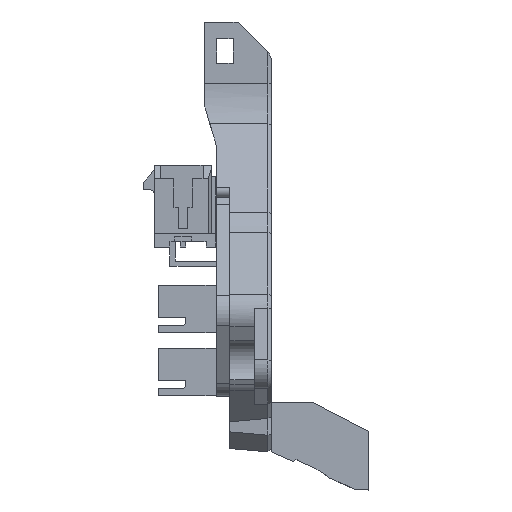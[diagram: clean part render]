
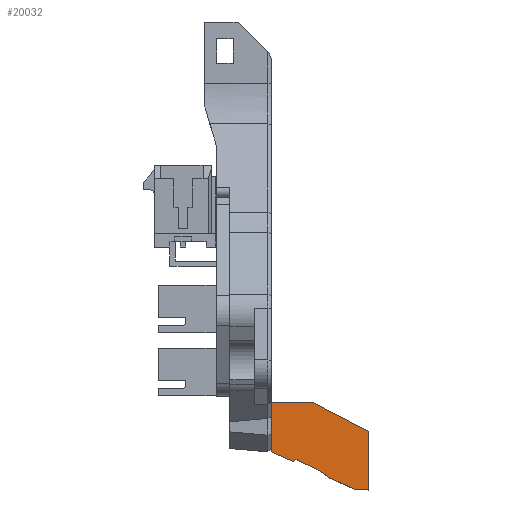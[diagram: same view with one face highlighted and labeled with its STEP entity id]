
A CAD part, left-side view. The second image highlights one B-rep face of the part: STEP entity #20032.
In plain terms, the highlighted face is planar.
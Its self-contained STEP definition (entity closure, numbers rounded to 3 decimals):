
#25=B_SPLINE_CURVE_WITH_KNOTS('',3,(#32282,#32283,#32284,#32285,#32286,
#32287,#32288,#32289,#32290,#32291,#32292,#32293,#32294,#32295,#32296,#32297,
#32298,#32299,#32300,#32301,#32302,#32303,#32304,#32305,#32306,#32307,#32308,
#32309,#32310,#32311,#32312,#32313,#32314,#32315,#32316,#32317,#32318,#32319,
#32320,#32321),.UNSPECIFIED.,.F.,.F.,(4,3,3,3,3,3,3,3,3,3,3,3,3,4),(0.355,
0.416,0.434,0.486,0.526,
0.57,0.615,0.638,0.678,
0.719,0.756,0.793,0.83,
0.843),.UNSPECIFIED.);
#1674=FACE_OUTER_BOUND('',#2870,.T.);
#2870=EDGE_LOOP('',(#17735,#17736,#17737,#17738,#17739,#17740,#17741,#17742,
#17743));
#5340=LINE('',#32459,#7820);
#5344=LINE('',#32472,#7824);
#5345=LINE('',#32474,#7825);
#5346=LINE('',#32476,#7826);
#5347=LINE('',#32478,#7827);
#5348=LINE('',#32480,#7828);
#5349=LINE('',#32482,#7829);
#5350=LINE('',#32483,#7830);
#7820=VECTOR('',#26482,10.);
#7824=VECTOR('',#26496,10.);
#7825=VECTOR('',#26497,10.);
#7826=VECTOR('',#26498,10.);
#7827=VECTOR('',#26499,10.);
#7828=VECTOR('',#26500,10.);
#7829=VECTOR('',#26501,10.);
#7830=VECTOR('',#26502,10.);
#9562=VERTEX_POINT('',#32275);
#9563=VERTEX_POINT('',#32281);
#9572=VERTEX_POINT('',#32458);
#9576=VERTEX_POINT('',#32471);
#9577=VERTEX_POINT('',#32473);
#9578=VERTEX_POINT('',#32475);
#9579=VERTEX_POINT('',#32477);
#9580=VERTEX_POINT('',#32479);
#9581=VERTEX_POINT('',#32481);
#12285=EDGE_CURVE('',#9563,#9562,#25,.T.);
#12295=EDGE_CURVE('',#9572,#9563,#5340,.T.);
#12302=EDGE_CURVE('',#9576,#9562,#5344,.T.);
#12303=EDGE_CURVE('',#9577,#9576,#5345,.T.);
#12304=EDGE_CURVE('',#9578,#9577,#5346,.T.);
#12305=EDGE_CURVE('',#9579,#9578,#5347,.T.);
#12306=EDGE_CURVE('',#9580,#9579,#5348,.T.);
#12307=EDGE_CURVE('',#9581,#9580,#5349,.T.);
#12308=EDGE_CURVE('',#9572,#9581,#5350,.T.);
#17735=ORIENTED_EDGE('',*,*,#12285,.T.);
#17736=ORIENTED_EDGE('',*,*,#12302,.F.);
#17737=ORIENTED_EDGE('',*,*,#12303,.F.);
#17738=ORIENTED_EDGE('',*,*,#12304,.F.);
#17739=ORIENTED_EDGE('',*,*,#12305,.F.);
#17740=ORIENTED_EDGE('',*,*,#12306,.F.);
#17741=ORIENTED_EDGE('',*,*,#12307,.F.);
#17742=ORIENTED_EDGE('',*,*,#12308,.F.);
#17743=ORIENTED_EDGE('',*,*,#12295,.T.);
#18737=PLANE('',#21412);
#20032=ADVANCED_FACE('',(#1674),#18737,.F.);
#21412=AXIS2_PLACEMENT_3D('',#32470,#26494,#26495);
#26482=DIRECTION('',(-0.839,0.,0.544));
#26494=DIRECTION('center_axis',(0.,-1.,0.));
#26495=DIRECTION('ref_axis',(1.,0.,0.));
#26496=DIRECTION('',(0.913,0.,0.408));
#26497=DIRECTION('',(1.,0.,0.));
#26498=DIRECTION('',(0.,0.,-1.));
#26499=DIRECTION('',(-0.888,0.,-0.46));
#26500=DIRECTION('',(-1.,0.,0.));
#26501=DIRECTION('',(0.,0.,1.));
#26502=DIRECTION('',(0.913,0.,0.408));
#32275=CARTESIAN_POINT('',(44.766,17.,64.916));
#32281=CARTESIAN_POINT('',(48.85,17.,67.1));
#32282=CARTESIAN_POINT('Ctrl Pts',(48.85,17.,67.1));
#32283=CARTESIAN_POINT('Ctrl Pts',(48.667,17.,67.031));
#32284=CARTESIAN_POINT('Ctrl Pts',(48.484,17.,66.961));
#32285=CARTESIAN_POINT('Ctrl Pts',(48.303,17.,66.889));
#32286=CARTESIAN_POINT('Ctrl Pts',(48.25,17.,66.868));
#32287=CARTESIAN_POINT('Ctrl Pts',(48.198,17.,66.847));
#32288=CARTESIAN_POINT('Ctrl Pts',(48.145,17.,66.826));
#32289=CARTESIAN_POINT('Ctrl Pts',(47.991,17.,66.763));
#32290=CARTESIAN_POINT('Ctrl Pts',(47.836,17.,66.699));
#32291=CARTESIAN_POINT('Ctrl Pts',(47.683,16.999,66.633));
#32292=CARTESIAN_POINT('Ctrl Pts',(47.567,16.999,66.583));
#32293=CARTESIAN_POINT('Ctrl Pts',(47.451,16.999,66.531));
#32294=CARTESIAN_POINT('Ctrl Pts',(47.335,16.999,66.479));
#32295=CARTESIAN_POINT('Ctrl Pts',(47.211,16.999,66.422));
#32296=CARTESIAN_POINT('Ctrl Pts',(47.086,16.999,66.364));
#32297=CARTESIAN_POINT('Ctrl Pts',(46.963,16.999,66.304));
#32298=CARTESIAN_POINT('Ctrl Pts',(46.835,16.999,66.242));
#32299=CARTESIAN_POINT('Ctrl Pts',(46.706,16.999,66.178));
#32300=CARTESIAN_POINT('Ctrl Pts',(46.579,16.999,66.112));
#32301=CARTESIAN_POINT('Ctrl Pts',(46.514,16.999,66.077));
#32302=CARTESIAN_POINT('Ctrl Pts',(46.448,16.999,66.042));
#32303=CARTESIAN_POINT('Ctrl Pts',(46.383,16.999,66.007));
#32304=CARTESIAN_POINT('Ctrl Pts',(46.271,16.999,65.946));
#32305=CARTESIAN_POINT('Ctrl Pts',(46.16,16.999,65.884));
#32306=CARTESIAN_POINT('Ctrl Pts',(46.049,16.999,65.819));
#32307=CARTESIAN_POINT('Ctrl Pts',(45.938,16.999,65.754));
#32308=CARTESIAN_POINT('Ctrl Pts',(45.828,16.999,65.687));
#32309=CARTESIAN_POINT('Ctrl Pts',(45.72,16.999,65.618));
#32310=CARTESIAN_POINT('Ctrl Pts',(45.619,16.999,65.554));
#32311=CARTESIAN_POINT('Ctrl Pts',(45.519,17.,65.488));
#32312=CARTESIAN_POINT('Ctrl Pts',(45.421,17.,65.42));
#32313=CARTESIAN_POINT('Ctrl Pts',(45.325,17.,65.354));
#32314=CARTESIAN_POINT('Ctrl Pts',(45.231,17.,65.286));
#32315=CARTESIAN_POINT('Ctrl Pts',(45.138,17.,65.216));
#32316=CARTESIAN_POINT('Ctrl Pts',(45.044,17.,65.145));
#32317=CARTESIAN_POINT('Ctrl Pts',(44.952,17.001,65.072));
#32318=CARTESIAN_POINT('Ctrl Pts',(44.861,17.001,64.996));
#32319=CARTESIAN_POINT('Ctrl Pts',(44.829,17.001,64.97));
#32320=CARTESIAN_POINT('Ctrl Pts',(44.798,17.001,64.943));
#32321=CARTESIAN_POINT('Ctrl Pts',(44.767,17.001,64.916));
#32458=CARTESIAN_POINT('',(49.179,17.,66.887));
#32459=CARTESIAN_POINT('',(46.923,17.,68.35));
#32470=CARTESIAN_POINT('Origin',(45.94,17.,68.775));
#32471=CARTESIAN_POINT('',(41.54,17.,63.475));
#32472=CARTESIAN_POINT('',(41.54,17.,63.475));
#32473=CARTESIAN_POINT('',(40.04,17.,63.475));
#32474=CARTESIAN_POINT('',(40.04,17.,63.475));
#32475=CARTESIAN_POINT('',(40.04,17.,70.55));
#32476=CARTESIAN_POINT('',(40.04,17.,70.55));
#32477=CARTESIAN_POINT('',(46.84,17.,74.075));
#32478=CARTESIAN_POINT('',(46.84,17.,74.075));
#32479=CARTESIAN_POINT('',(51.84,17.,74.075));
#32480=CARTESIAN_POINT('',(51.84,17.,74.075));
#32481=CARTESIAN_POINT('',(51.84,17.,68.075));
#32482=CARTESIAN_POINT('',(51.84,17.,68.075));
#32483=CARTESIAN_POINT('',(41.54,17.,63.475));
